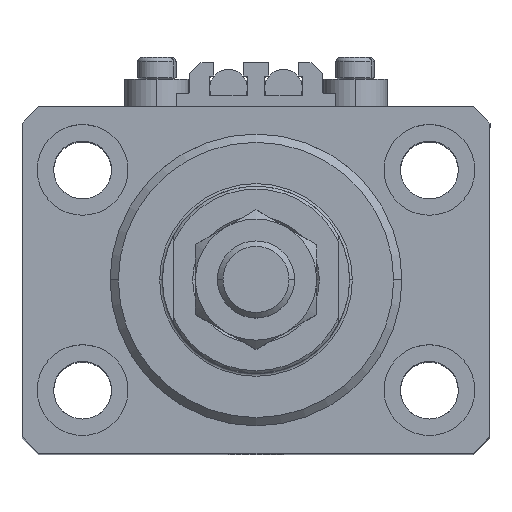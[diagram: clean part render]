
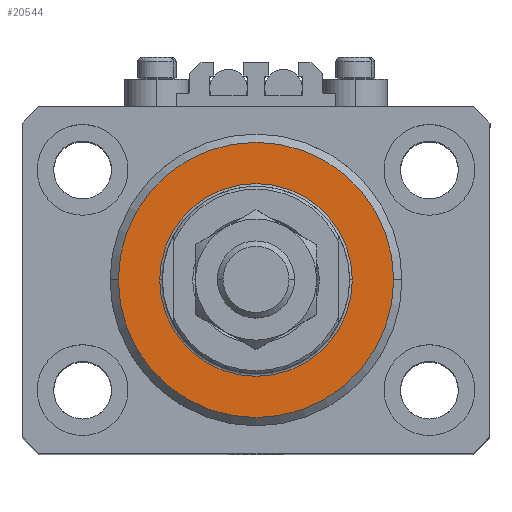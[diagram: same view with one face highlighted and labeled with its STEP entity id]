
A CAD part, top view. The second image highlights one B-rep face of the part: STEP entity #20544.
In plain terms, the highlighted face is planar.
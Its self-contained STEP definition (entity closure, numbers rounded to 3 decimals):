
#416 = VERTEX_POINT ( 'NONE', #33528 ) ;
#749 = AXIS2_PLACEMENT_3D ( 'NONE', #3211, #10550, #22166 ) ;
#1287 = AXIS2_PLACEMENT_3D ( 'NONE', #16938, #36630, #28292 ) ;
#1431 = ORIENTED_EDGE ( 'NONE', *, *, #43281, .T. ) ;
#3211 = CARTESIAN_POINT ( 'NONE',  ( 0., 0., 0. ) ) ;
#4564 = DIRECTION ( 'NONE',  ( 1., 0., 0. ) ) ;
#6388 = CIRCLE ( 'NONE', #24971, 17.5 ) ;
#8351 = CARTESIAN_POINT ( 'NONE',  ( 0., 0., 0. ) ) ;
#9045 = CARTESIAN_POINT ( 'NONE',  ( 17.5, 0., 0. ) ) ;
#10550 = DIRECTION ( 'NONE',  ( 0., 0., -1. ) ) ;
#11090 = ORIENTED_EDGE ( 'NONE', *, *, #38748, .T. ) ;
#11289 = FACE_BOUND ( 'NONE', #29853, .T. ) ;
#11653 = EDGE_CURVE ( 'NONE', #27550, #416, #12849, .T. ) ;
#12849 = CIRCLE ( 'NONE', #749, 25. ) ;
#15088 = FACE_OUTER_BOUND ( 'NONE', #44199, .T. ) ;
#16622 = VERTEX_POINT ( 'NONE', #16883 ) ;
#16883 = CARTESIAN_POINT ( 'NONE',  ( -17.5, 0., 0. ) ) ;
#16938 = CARTESIAN_POINT ( 'NONE',  ( 0., 0., 0. ) ) ;
#16973 = CIRCLE ( 'NONE', #19362, 25. ) ;
#17328 = CARTESIAN_POINT ( 'NONE',  ( 0., 0., 0. ) ) ;
#19362 = AXIS2_PLACEMENT_3D ( 'NONE', #8351, #39193, #4564 ) ;
#20544 = ADVANCED_FACE ( 'NONE', ( #11289, #15088 ), #39088, .F. ) ;
#22166 = DIRECTION ( 'NONE',  ( 1., 0., 0. ) ) ;
#24652 = DIRECTION ( 'NONE',  ( 0., 0., 1. ) ) ;
#24971 = AXIS2_PLACEMENT_3D ( 'NONE', #17328, #24652, #32727 ) ;
#27329 = ORIENTED_EDGE ( 'NONE', *, *, #11653, .T. ) ;
#27550 = VERTEX_POINT ( 'NONE', #29584 ) ;
#27826 = EDGE_CURVE ( 'NONE', #16622, #43505, #27897, .T. ) ;
#27897 = CIRCLE ( 'NONE', #1287, 17.5 ) ;
#28292 = DIRECTION ( 'NONE',  ( 1., 0., 0. ) ) ;
#29584 = CARTESIAN_POINT ( 'NONE',  ( -25., 0., 0. ) ) ;
#29853 = EDGE_LOOP ( 'NONE', ( #11090, #33894 ) ) ;
#32727 = DIRECTION ( 'NONE',  ( 1., 0., 0. ) ) ;
#33528 = CARTESIAN_POINT ( 'NONE',  ( 25., 0., 0. ) ) ;
#33894 = ORIENTED_EDGE ( 'NONE', *, *, #27826, .T. ) ;
#34280 = DIRECTION ( 'NONE',  ( 0., 0., 1. ) ) ;
#34527 = CARTESIAN_POINT ( 'NONE',  ( 0., 0., 0. ) ) ;
#36630 = DIRECTION ( 'NONE',  ( 0., 0., 1. ) ) ;
#38748 = EDGE_CURVE ( 'NONE', #43505, #16622, #6388, .T. ) ;
#39088 = PLANE ( 'NONE',  #45506 ) ;
#39193 = DIRECTION ( 'NONE',  ( 0., 0., -1. ) ) ;
#43281 = EDGE_CURVE ( 'NONE', #416, #27550, #16973, .T. ) ;
#43505 = VERTEX_POINT ( 'NONE', #9045 ) ;
#44199 = EDGE_LOOP ( 'NONE', ( #1431, #27329 ) ) ;
#45506 = AXIS2_PLACEMENT_3D ( 'NONE', #34527, #34280, #49947 ) ;
#49947 = DIRECTION ( 'NONE',  ( 1., 0., 0. ) ) ;
